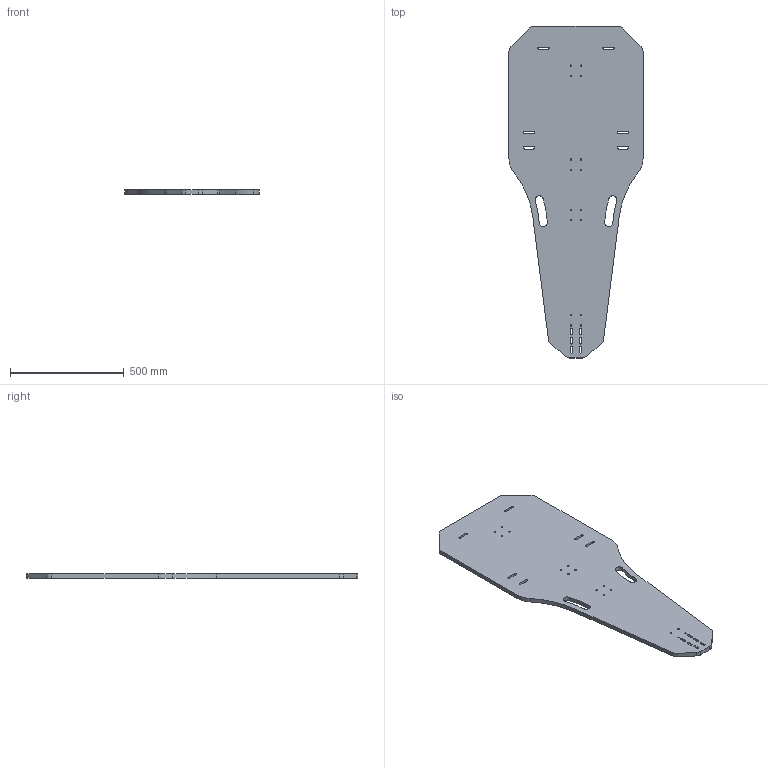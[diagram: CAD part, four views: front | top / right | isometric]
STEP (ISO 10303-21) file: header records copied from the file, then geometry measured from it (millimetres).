
FILE_DESCRIPTION(/* description */ ('STEP AP242 Edition 2','CAx-IF Rec.Pracs.---Representation and Presentation of Product Manufacturing Information (PMI)---4.0---2014-10-13','CAx-IF Rec.Pracs.---3D Tessellated Geometry---0.4---2014-09-14','2;1','CAx-IF Rec.Pracs.---User Defined Attributes---1.5---2016-08-15'),/* implementation_level */ '2;1');
FILE_NAME(/* name */ '69530c7f83a2833fe1bbd58f',/* time_stamp */ '2025-12-29T23:19:27Z',/* author */ (''),/* organization */ (''),/* preprocessor_version */ 'ST-DEVELOPER v20',/* originating_system */ 'ONSHAPE BY PTC INC, 1.208',/* authorisation */ ' ');
FILE_SCHEMA (('AP242_MANAGED_MODEL_BASED_3D_ENGINEERING_MIM_LF { 1 0 10303 442 3 1 4 }'));
Length unit declared in the file: metre
Products named in the file (1): top_compact
Bounding box: 590 x 1461.63 x 18.75 mm (x, y, z)
Volume: 11694462.4 mm3; surface area: 1353157.9 mm2
Topology: 1 solids, 1 shells, 96 faces, 282 edges, 188 vertices
Faces by surface type: cylinder 60, plane 36
Full cylindrical faces by diameter (mm): 6.75 x16
Entity records: 3310 total; most frequent: DIRECTION 580, CARTESIAN_POINT 551, ORIENTED_EDGE 532, EDGE_CURVE 266, AXIS2_PLACEMENT_3D 217, VERTEX_POINT 188, EDGE_LOOP 172, FACE_BOUND 172
